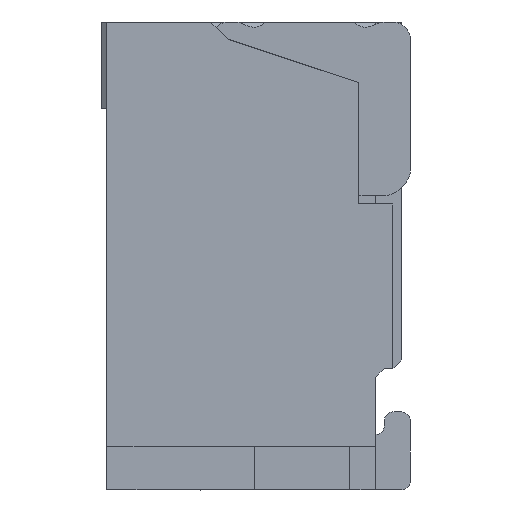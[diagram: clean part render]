
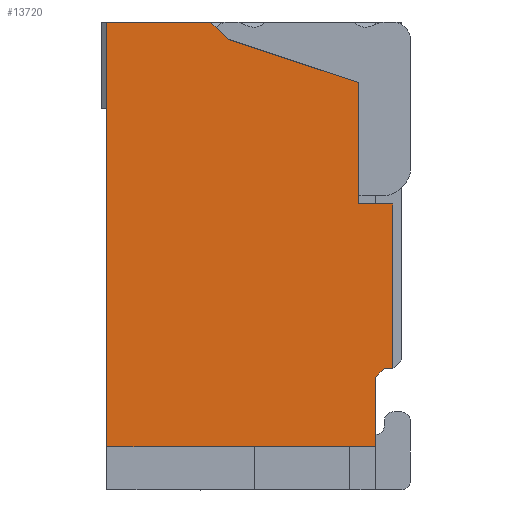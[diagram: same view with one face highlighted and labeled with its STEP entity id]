
A CAD part, left-side view. The second image highlights one B-rep face of the part: STEP entity #13720.
In plain terms, the highlighted planar face has unit normal (-1, 0, 0).
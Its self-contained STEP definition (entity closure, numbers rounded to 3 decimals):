
#11530=CARTESIAN_POINT('',(-17.5,0.05,1.65));
#11540=VERTEX_POINT('',#11530);
#11570=CARTESIAN_POINT('',(-17.5,0.25,1.65));
#11580=DIRECTION('',(0.,-1.,0.));
#11590=VECTOR('',#11580,0.2);
#11600=LINE('',#11570,#11590);
#11610=CARTESIAN_POINT('',(-17.5,0.25,1.65));
#11620=VERTEX_POINT('',#11610);
#11630=EDGE_CURVE('',#11620,#11540,#11600,.T.);
#12860=CARTESIAN_POINT('',(-17.5,0.049,2.701));
#12870=DIRECTION('',(-1.,0.,0.));
#12880=DIRECTION('',(0.,1.,0.));
#12890=AXIS2_PLACEMENT_3D('',#12860,#12870,#12880);
#12900=PLANE('',#12890);
#12910=CARTESIAN_POINT('',(-17.5,1.,2.6));
#12920=DIRECTION('',(0.,0.707,0.707));
#12930=VECTOR('',#12920,0.141);
#12940=LINE('',#12910,#12930);
#12950=CARTESIAN_POINT('',(-17.5,1.,2.6));
#12960=VERTEX_POINT('',#12950);
#12970=CARTESIAN_POINT('',(-17.5,1.1,2.7));
#12980=VERTEX_POINT('',#12970);
#12990=EDGE_CURVE('',#12960,#12980,#12940,.T.);
#13000=ORIENTED_EDGE('',*,*,#12990,.T.);
#13010=CARTESIAN_POINT('',(-17.5,0.25,2.35));
#13020=DIRECTION('',(0.,0.949,0.316));
#13030=VECTOR('',#13020,0.791);
#13040=LINE('',#13010,#13030);
#13050=CARTESIAN_POINT('',(-17.5,0.25,2.35));
#13060=VERTEX_POINT('',#13050);
#13070=EDGE_CURVE('',#13060,#12960,#13040,.T.);
#13080=ORIENTED_EDGE('',*,*,#13070,.T.);
#13090=CARTESIAN_POINT('',(-17.5,0.25,2.35));
#13100=DIRECTION('',(0.,0.,-1.));
#13110=VECTOR('',#13100,0.7);
#13120=LINE('',#13090,#13110);
#13130=EDGE_CURVE('',#13060,#11620,#13120,.T.);
#13140=ORIENTED_EDGE('',*,*,#13130,.F.);
#13150=ORIENTED_EDGE('',*,*,#11630,.F.);
#13160=CARTESIAN_POINT('',(-17.5,0.05,1.65));
#13170=DIRECTION('',(0.,0.,-1.));
#13180=VECTOR('',#13170,0.95);
#13190=LINE('',#13160,#13180);
#13200=CARTESIAN_POINT('',(-17.5,0.05,0.7));
#13210=VERTEX_POINT('',#13200);
#13220=EDGE_CURVE('',#11540,#13210,#13190,.T.);
#13230=ORIENTED_EDGE('',*,*,#13220,.F.);
#13240=CARTESIAN_POINT('',(-17.5,0.05,0.7));
#13250=DIRECTION('',(0.,1.,0.));
#13260=VECTOR('',#13250,0.05);
#13270=LINE('',#13240,#13260);
#13280=CARTESIAN_POINT('',(-17.5,0.1,0.7));
#13290=VERTEX_POINT('',#13280);
#13300=EDGE_CURVE('',#13210,#13290,#13270,.T.);
#13310=ORIENTED_EDGE('',*,*,#13300,.F.);
#13320=CARTESIAN_POINT('',(-17.5,0.15,0.65));
#13330=DIRECTION('',(0.,-0.707,0.707));
#13340=VECTOR('',#13330,0.071);
#13350=LINE('',#13320,#13340);
#13360=CARTESIAN_POINT('',(-17.5,0.15,0.65));
#13370=VERTEX_POINT('',#13360);
#13380=EDGE_CURVE('',#13370,#13290,#13350,.T.);
#13390=ORIENTED_EDGE('',*,*,#13380,.T.);
#13400=CARTESIAN_POINT('',(-17.5,0.15,0.));
#13410=DIRECTION('',(0.,0.,-1.));
#13420=VECTOR('',#13410,1.);
#13430=LINE('',#13400,#13420);
#13440=CARTESIAN_POINT('',(-17.5,0.15,0.25));
#13450=VERTEX_POINT('',#13440);
#13460=EDGE_CURVE('',#13370,#13450,#13430,.T.);
#13470=ORIENTED_EDGE('',*,*,#13460,.F.);
#13480=CARTESIAN_POINT('',(-17.5,0.,0.25));
#13490=DIRECTION('',(0.,-1.,0.));
#13500=VECTOR('',#13490,1.);
#13510=LINE('',#13480,#13500);
#13520=CARTESIAN_POINT('',(-17.5,1.7,0.25));
#13530=VERTEX_POINT('',#13520);
#13540=EDGE_CURVE('',#13530,#13450,#13510,.T.);
#13550=ORIENTED_EDGE('',*,*,#13540,.T.);
#13560=CARTESIAN_POINT('',(-17.5,1.7,0.));
#13570=DIRECTION('',(0.,0.,-1.));
#13580=VECTOR('',#13570,1.);
#13590=LINE('',#13560,#13580);
#13600=CARTESIAN_POINT('',(-17.5,1.7,2.7));
#13610=VERTEX_POINT('',#13600);
#13620=EDGE_CURVE('',#13610,#13530,#13590,.T.);
#13630=ORIENTED_EDGE('',*,*,#13620,.T.);
#13640=CARTESIAN_POINT('',(-17.5,1.7,2.7));
#13650=DIRECTION('',(0.,-1.,0.));
#13660=VECTOR('',#13650,0.6);
#13670=LINE('',#13640,#13660);
#13680=EDGE_CURVE('',#13610,#12980,#13670,.T.);
#13690=ORIENTED_EDGE('',*,*,#13680,.F.);
#13700=EDGE_LOOP('',(#13690,#13630,#13550,#13470,#13390,#13310,#13230,
#13150,#13140,#13080,#13000));
#13710=FACE_OUTER_BOUND('',#13700,.T.);
#13720=ADVANCED_FACE('',(#13710),#12900,.T.);
